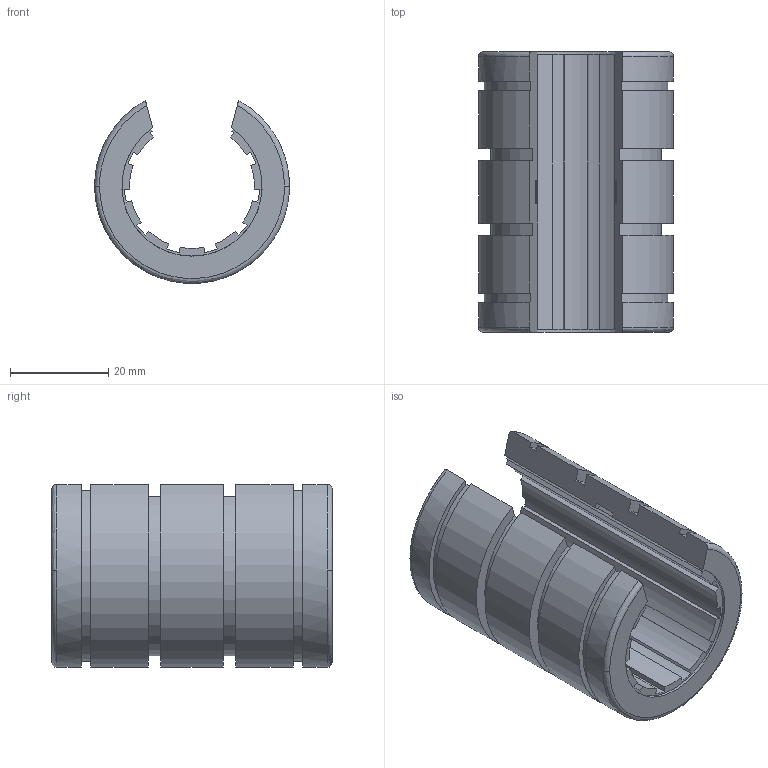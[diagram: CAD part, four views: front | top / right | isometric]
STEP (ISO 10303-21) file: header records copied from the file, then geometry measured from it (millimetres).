
FILE_DESCRIPTION (( 'STEP AP214' ), '1' );
FILE_NAME ('A-OJUI-01-16.step', '2017-11-29T20:21:16', ( '' ), ( '' ), 'SwSTEP 2.0', 'SolidWorks 2017', '' );
FILE_SCHEMA (( 'AUTOMOTIVE_DESIGN' ));
Length unit declared in the file: inch
Products named in the file (1): A-OJUI-01-16
Bounding box: 39.69 x 57.15 x 37.27 mm (x, y, z)
Volume: 31095.3 mm3; surface area: 22412.9 mm2
Topology: 2 solids, 2 shells, 124 faces, 330 edges, 220 vertices
Faces by surface type: plane 73, cylinder 45, bspline 6
Entity records: 6061 total; most frequent: CARTESIAN_POINT 1241, DIRECTION 662, ORIENTED_EDGE 660, EDGE_CURVE 330, AXIS2_PLACEMENT_3D 229, VERTEX_POINT 220, VECTOR 204, LINE 204
